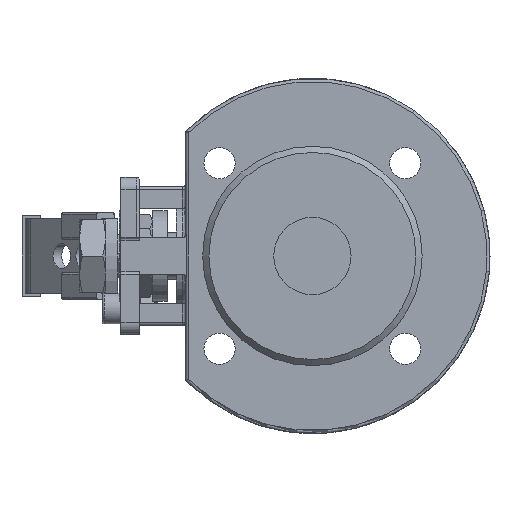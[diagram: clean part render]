
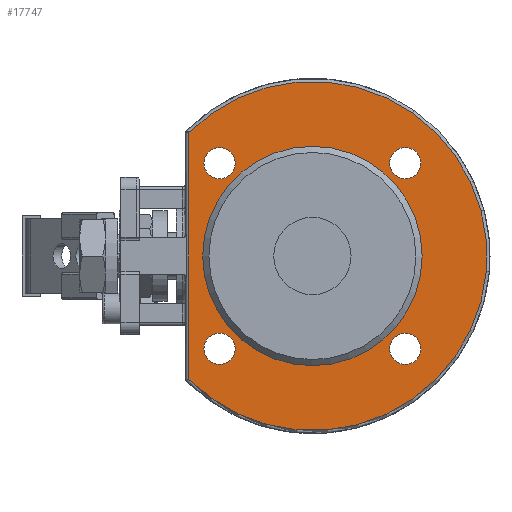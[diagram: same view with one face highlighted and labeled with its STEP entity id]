
A CAD part, left-side view. The second image highlights one B-rep face of the part: STEP entity #17747.
In plain terms, the highlighted planar face has unit normal (-1, 0, 0).
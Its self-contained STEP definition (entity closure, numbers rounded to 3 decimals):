
#2243=LINE('',#68678,#3619);
#3619=VECTOR('',#22083,79.806);
#3956=FACE_BOUND('',#5910,.T.);
#3957=FACE_BOUND('',#5911,.T.);
#3958=FACE_BOUND('',#5912,.T.);
#3959=FACE_BOUND('',#5913,.T.);
#3960=FACE_BOUND('',#5914,.T.);
#4876=FACE_OUTER_BOUND('',#5909,.T.);
#5909=EDGE_LOOP('',(#15235,#15236));
#5910=EDGE_LOOP('',(#15237));
#5911=EDGE_LOOP('',(#15238));
#5912=EDGE_LOOP('',(#15239));
#5913=EDGE_LOOP('',(#15240));
#5914=EDGE_LOOP('',(#15241));
#6403=CIRCLE('',#18884,56.5);
#6408=CIRCLE('',#18894,35.5);
#6409=CIRCLE('',#18895,5.053);
#6410=CIRCLE('',#18896,5.053);
#6411=CIRCLE('',#18897,5.053);
#6412=CIRCLE('',#18898,5.053);
#7930=VERTEX_POINT('',#68662);
#7931=VERTEX_POINT('',#68677);
#8016=VERTEX_POINT('',#69459);
#8017=VERTEX_POINT('',#69461);
#8018=VERTEX_POINT('',#69463);
#8019=VERTEX_POINT('',#69465);
#8020=VERTEX_POINT('',#69467);
#10271=EDGE_CURVE('',#7930,#7931,#2243,.T.);
#10452=EDGE_CURVE('',#7931,#7930,#6403,.T.);
#10458=EDGE_CURVE('',#8016,#8016,#6408,.T.);
#10459=EDGE_CURVE('',#8017,#8017,#6409,.T.);
#10460=EDGE_CURVE('',#8018,#8018,#6410,.T.);
#10461=EDGE_CURVE('',#8019,#8019,#6411,.T.);
#10462=EDGE_CURVE('',#8020,#8020,#6412,.T.);
#15235=ORIENTED_EDGE('',*,*,#10271,.F.);
#15236=ORIENTED_EDGE('',*,*,#10452,.F.);
#15237=ORIENTED_EDGE('',*,*,#10458,.T.);
#15238=ORIENTED_EDGE('',*,*,#10459,.T.);
#15239=ORIENTED_EDGE('',*,*,#10460,.T.);
#15240=ORIENTED_EDGE('',*,*,#10461,.T.);
#15241=ORIENTED_EDGE('',*,*,#10462,.T.);
#15903=PLANE('',#18893);
#17747=ADVANCED_FACE('',(#4876,#3956,#3957,#3958,#3959,#3960),#15903,.T.);
#18884=AXIS2_PLACEMENT_3D('',#69447,#22514,#22515);
#18893=AXIS2_PLACEMENT_3D('',#69458,#22533,#22534);
#18894=AXIS2_PLACEMENT_3D('',#69460,#22535,#22536);
#18895=AXIS2_PLACEMENT_3D('',#69462,#22537,#22538);
#18896=AXIS2_PLACEMENT_3D('',#69464,#22539,#22540);
#18897=AXIS2_PLACEMENT_3D('',#69466,#22541,#22542);
#18898=AXIS2_PLACEMENT_3D('',#69468,#22543,#22544);
#22083=DIRECTION('',(0.,0.,1.));
#22514=DIRECTION('center_axis',(1.,0.,0.));
#22515=DIRECTION('ref_axis',(0.,-1.,0.));
#22533=DIRECTION('center_axis',(-1.,0.,0.));
#22534=DIRECTION('ref_axis',(0.,0.,1.));
#22535=DIRECTION('center_axis',(1.,0.,0.));
#22536=DIRECTION('ref_axis',(0.,1.,0.));
#22537=DIRECTION('center_axis',(1.,0.,0.));
#22538=DIRECTION('ref_axis',(0.,0.,1.));
#22539=DIRECTION('center_axis',(1.,0.,0.));
#22540=DIRECTION('ref_axis',(0.,-1.,0.));
#22541=DIRECTION('center_axis',(1.,0.,0.));
#22542=DIRECTION('ref_axis',(0.,0.,-1.));
#22543=DIRECTION('center_axis',(1.,0.,0.));
#22544=DIRECTION('ref_axis',(0.,1.,0.));
#68662=CARTESIAN_POINT('',(-23.,40.,-39.903));
#68677=CARTESIAN_POINT('',(-23.,40.,39.903));
#68678=CARTESIAN_POINT('',(-23.,40.,-26.999));
#69447=CARTESIAN_POINT('Origin',(-23.,0.,0.));
#69458=CARTESIAN_POINT('Origin',(-23.,46.5,0.));
#69459=CARTESIAN_POINT('',(-23.,35.5,0.));
#69460=CARTESIAN_POINT('Origin',(-23.,0.,0.));
#69461=CARTESIAN_POINT('',(-23.,30.052,35.105));
#69462=CARTESIAN_POINT('Origin',(-23.,30.052,30.052));
#69463=CARTESIAN_POINT('',(-23.,-35.105,30.052));
#69464=CARTESIAN_POINT('Origin',(-23.,-30.052,30.052));
#69465=CARTESIAN_POINT('',(-23.,-30.052,-35.105));
#69466=CARTESIAN_POINT('Origin',(-23.,-30.052,-30.052));
#69467=CARTESIAN_POINT('',(-23.,35.105,-30.052));
#69468=CARTESIAN_POINT('Origin',(-23.,30.052,-30.052));
